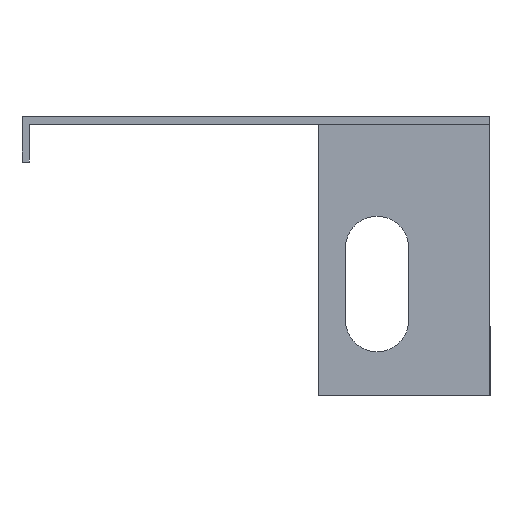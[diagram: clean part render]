
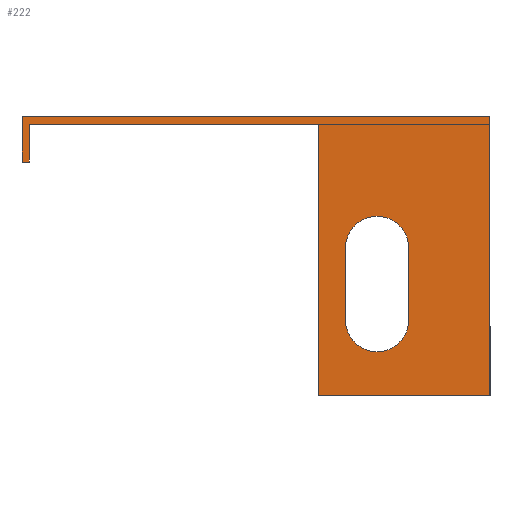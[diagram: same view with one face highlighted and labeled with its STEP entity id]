
A CAD part, left-side view. The second image highlights one B-rep face of the part: STEP entity #222.
In plain terms, the highlighted planar face has unit normal (-1, 0, 0).
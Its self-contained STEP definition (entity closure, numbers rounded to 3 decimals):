
#2 = CARTESIAN_POINT ( 'NONE',  ( -200.8, 41.5, -0.8 ) ) ;
#14 = ORIENTED_EDGE ( 'NONE', *, *, #177, .F. ) ;
#20 = ORIENTED_EDGE ( 'NONE', *, *, #162, .F. ) ;
#29 = ORIENTED_EDGE ( 'NONE', *, *, #67, .T. ) ;
#36 = DIRECTION ( 'NONE',  ( 0., 0., 1. ) ) ;
#47 = VERTEX_POINT ( 'NONE', #730 ) ;
#58 = LINE ( 'NONE', #675, #671 ) ;
#61 = VERTEX_POINT ( 'NONE', #496 ) ;
#67 = EDGE_CURVE ( 'NONE', #245, #573, #409, .T. ) ;
#70 = EDGE_CURVE ( 'NONE', #47, #608, #97, .T. ) ;
#72 = LINE ( 'NONE', #307, #360 ) ;
#79 = CIRCLE ( 'NONE', #413, 3.5 ) ;
#97 = LINE ( 'NONE', #106, #390 ) ;
#101 = PLANE ( 'NONE',  #715 ) ;
#106 = CARTESIAN_POINT ( 'NONE',  ( -200.8, 6.5, -22.5 ) ) ;
#113 = VECTOR ( 'NONE', #747, 1000. ) ;
#119 = EDGE_CURVE ( 'NONE', #608, #189, #664, .T. ) ;
#123 = ORIENTED_EDGE ( 'NONE', *, *, #340, .T. ) ;
#142 = VERTEX_POINT ( 'NONE', #745 ) ;
#145 = DIRECTION ( 'NONE',  ( 0., 0., -1. ) ) ;
#152 = DIRECTION ( 'NONE',  ( 0., -1., 0. ) ) ;
#162 = EDGE_CURVE ( 'NONE', #189, #142, #176, .T. ) ;
#176 = LINE ( 'NONE', #313, #646 ) ;
#177 = EDGE_CURVE ( 'NONE', #631, #771, #296, .T. ) ;
#181 = CARTESIAN_POINT ( 'NONE',  ( -200.8, 42.3, -5. ) ) ;
#186 = ORIENTED_EDGE ( 'NONE', *, *, #323, .T. ) ;
#189 = VERTEX_POINT ( 'NONE', #338 ) ;
#206 = VECTOR ( 'NONE', #446, 1000. ) ;
#222 = ADVANCED_FACE ( 'NONE', ( #746, #255 ), #101, .F. ) ;
#230 = CARTESIAN_POINT ( 'NONE',  ( -200.8, 6.5, -22.5 ) ) ;
#244 = VECTOR ( 'NONE', #753, 1000. ) ;
#245 = VERTEX_POINT ( 'NONE', #266 ) ;
#253 = VECTOR ( 'NONE', #152, 1000. ) ;
#255 = FACE_OUTER_BOUND ( 'NONE', #780, .T. ) ;
#266 = CARTESIAN_POINT ( 'NONE',  ( -200.8, 41.5, -5. ) ) ;
#267 = LINE ( 'NONE', #440, #736 ) ;
#296 = LINE ( 'NONE', #670, #459 ) ;
#307 = CARTESIAN_POINT ( 'NONE',  ( -200.8, -9.5, -0.8 ) ) ;
#313 = CARTESIAN_POINT ( 'NONE',  ( -200.8, -0.5, -22.5 ) ) ;
#323 = EDGE_CURVE ( 'NONE', #362, #61, #72, .T. ) ;
#338 = CARTESIAN_POINT ( 'NONE',  ( -200.8, -0.5, -22.5 ) ) ;
#340 = EDGE_CURVE ( 'NONE', #631, #245, #58, .T. ) ;
#354 = CARTESIAN_POINT ( 'NONE',  ( -200.8, 43.431, -0.8 ) ) ;
#360 = VECTOR ( 'NONE', #410, 1000. ) ;
#362 = VERTEX_POINT ( 'NONE', #739 ) ;
#363 = CARTESIAN_POINT ( 'NONE',  ( -200.8, 9.5, -0.8 ) ) ;
#382 = DIRECTION ( 'NONE',  ( -1., 0., 0. ) ) ;
#385 = AXIS2_PLACEMENT_3D ( 'NONE', #506, #523, #583 ) ;
#390 = VECTOR ( 'NONE', #571, 1000. ) ;
#403 = EDGE_LOOP ( 'NONE', ( #20, #444, #420, #433 ) ) ;
#409 = LINE ( 'NONE', #770, #244 ) ;
#410 = DIRECTION ( 'NONE',  ( 0., 0., 1. ) ) ;
#413 = AXIS2_PLACEMENT_3D ( 'NONE', #414, #382, #36 ) ;
#414 = CARTESIAN_POINT ( 'NONE',  ( -200.8, 3., -14.5 ) ) ;
#420 = ORIENTED_EDGE ( 'NONE', *, *, #70, .F. ) ;
#425 = CARTESIAN_POINT ( 'NONE',  ( -200.8, 9.5, -30.8 ) ) ;
#433 = ORIENTED_EDGE ( 'NONE', *, *, #562, .F. ) ;
#440 = CARTESIAN_POINT ( 'NONE',  ( -200.8, 43.431, 0. ) ) ;
#444 = ORIENTED_EDGE ( 'NONE', *, *, #119, .F. ) ;
#446 = DIRECTION ( 'NONE',  ( 0., -1., 0. ) ) ;
#456 = CARTESIAN_POINT ( 'NONE',  ( -200.8, 9.5, -0.8 ) ) ;
#459 = VECTOR ( 'NONE', #513, 1000. ) ;
#476 = EDGE_CURVE ( 'NONE', #700, #720, #597, .T. ) ;
#496 = CARTESIAN_POINT ( 'NONE',  ( -200.8, -9.5, 0. ) ) ;
#504 = CARTESIAN_POINT ( 'NONE',  ( -200.8, 9.5, -30.8 ) ) ;
#505 = EDGE_CURVE ( 'NONE', #771, #61, #267, .T. ) ;
#506 = CARTESIAN_POINT ( 'NONE',  ( -200.8, 3., -22.5 ) ) ;
#507 = DIRECTION ( 'NONE',  ( 0., -1., 0. ) ) ;
#513 = DIRECTION ( 'NONE',  ( 0., 0., 1. ) ) ;
#523 = DIRECTION ( 'NONE',  ( -1., 0., 0. ) ) ;
#541 = LINE ( 'NONE', #354, #206 ) ;
#553 = CARTESIAN_POINT ( 'NONE',  ( -200.8, -9.5, -30.8 ) ) ;
#562 = EDGE_CURVE ( 'NONE', #142, #47, #79, .T. ) ;
#571 = DIRECTION ( 'NONE',  ( 0., 0., -1. ) ) ;
#573 = VERTEX_POINT ( 'NONE', #2 ) ;
#577 = ORIENTED_EDGE ( 'NONE', *, *, #721, .T. ) ;
#583 = DIRECTION ( 'NONE',  ( 0., 0., 1. ) ) ;
#588 = LINE ( 'NONE', #553, #253 ) ;
#590 = EDGE_CURVE ( 'NONE', #573, #700, #541, .T. ) ;
#597 = LINE ( 'NONE', #504, #113 ) ;
#608 = VERTEX_POINT ( 'NONE', #230 ) ;
#621 = DIRECTION ( 'NONE',  ( 0., 0., 1. ) ) ;
#631 = VERTEX_POINT ( 'NONE', #181 ) ;
#639 = CARTESIAN_POINT ( 'NONE',  ( -200.8, 42.3, 0. ) ) ;
#646 = VECTOR ( 'NONE', #621, 1000. ) ;
#664 = CIRCLE ( 'NONE', #385, 3.5 ) ;
#670 = CARTESIAN_POINT ( 'NONE',  ( -200.8, 42.3, 0. ) ) ;
#671 = VECTOR ( 'NONE', #737, 1000. ) ;
#675 = CARTESIAN_POINT ( 'NONE',  ( -200.8, 42.3, -5. ) ) ;
#683 = ORIENTED_EDGE ( 'NONE', *, *, #590, .T. ) ;
#691 = ORIENTED_EDGE ( 'NONE', *, *, #476, .T. ) ;
#692 = DIRECTION ( 'NONE',  ( 1., 0., 0. ) ) ;
#700 = VERTEX_POINT ( 'NONE', #363 ) ;
#711 = ORIENTED_EDGE ( 'NONE', *, *, #505, .F. ) ;
#715 = AXIS2_PLACEMENT_3D ( 'NONE', #456, #692, #145 ) ;
#720 = VERTEX_POINT ( 'NONE', #425 ) ;
#721 = EDGE_CURVE ( 'NONE', #720, #362, #588, .T. ) ;
#730 = CARTESIAN_POINT ( 'NONE',  ( -200.8, 6.5, -14.5 ) ) ;
#736 = VECTOR ( 'NONE', #507, 1000. ) ;
#737 = DIRECTION ( 'NONE',  ( 0., -1., 0. ) ) ;
#739 = CARTESIAN_POINT ( 'NONE',  ( -200.8, -9.5, -30.8 ) ) ;
#745 = CARTESIAN_POINT ( 'NONE',  ( -200.8, -0.5, -14.5 ) ) ;
#746 = FACE_BOUND ( 'NONE', #403, .T. ) ;
#747 = DIRECTION ( 'NONE',  ( 0., 0., -1. ) ) ;
#753 = DIRECTION ( 'NONE',  ( 0., 0., 1. ) ) ;
#770 = CARTESIAN_POINT ( 'NONE',  ( -200.8, 41.5, 0. ) ) ;
#771 = VERTEX_POINT ( 'NONE', #639 ) ;
#780 = EDGE_LOOP ( 'NONE', ( #186, #711, #14, #123, #29, #683, #691, #577 ) ) ;
